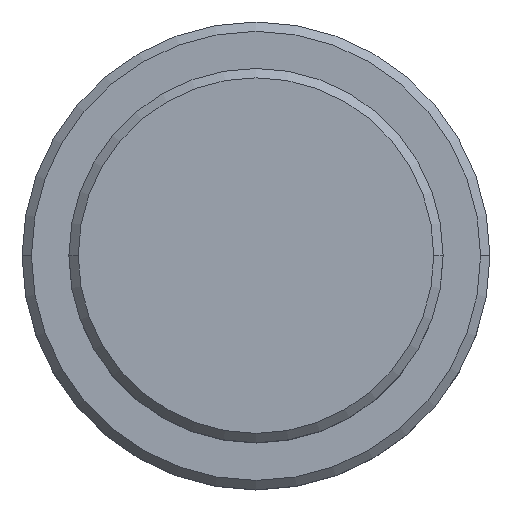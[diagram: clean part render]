
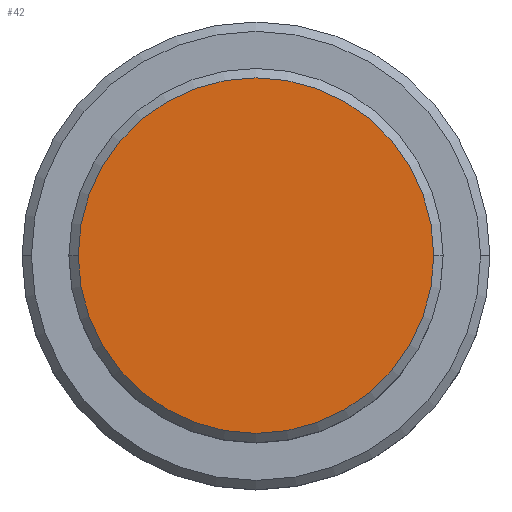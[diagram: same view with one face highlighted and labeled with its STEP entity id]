
A CAD part, top view. The second image highlights one B-rep face of the part: STEP entity #42.
In plain terms, the highlighted planar face has unit normal (0, 0, 1).
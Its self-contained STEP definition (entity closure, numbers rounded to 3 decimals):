
#40 = CARTESIAN_POINT ( 'NONE',  ( -9.5, 0., 0. ) ) ;
#42 = ADVANCED_FACE ( 'NONE', ( #693 ), #919, .T. ) ;
#93 = DIRECTION ( 'NONE',  ( 1., 0., 0. ) ) ;
#120 = VERTEX_POINT ( 'NONE', #814 ) ;
#204 = DIRECTION ( 'NONE',  ( 0., 0., 1. ) ) ;
#315 = ORIENTED_EDGE ( 'NONE', *, *, #456, .T. ) ;
#343 = EDGE_LOOP ( 'NONE', ( #315, #1158 ) ) ;
#455 = DIRECTION ( 'NONE',  ( 1., 0., 0. ) ) ;
#456 = EDGE_CURVE ( 'NONE', #503, #120, #731, .T. ) ;
#503 = VERTEX_POINT ( 'NONE', #40 ) ;
#664 = AXIS2_PLACEMENT_3D ( 'NONE', #705, #1253, #1145 ) ;
#670 = CIRCLE ( 'NONE', #1315, 9.5 ) ;
#677 = DIRECTION ( 'NONE',  ( 0., 0., 1. ) ) ;
#693 = FACE_OUTER_BOUND ( 'NONE', #343, .T. ) ;
#705 = CARTESIAN_POINT ( 'NONE',  ( 0., 0., 0. ) ) ;
#731 = CIRCLE ( 'NONE', #759, 9.5 ) ;
#757 = CARTESIAN_POINT ( 'NONE',  ( 0., 0., 0. ) ) ;
#759 = AXIS2_PLACEMENT_3D ( 'NONE', #1013, #677, #455 ) ;
#814 = CARTESIAN_POINT ( 'NONE',  ( 9.5, 0., 0. ) ) ;
#919 = PLANE ( 'NONE',  #664 ) ;
#1013 = CARTESIAN_POINT ( 'NONE',  ( 0., 0., 0. ) ) ;
#1145 = DIRECTION ( 'NONE',  ( 1., 0., 0. ) ) ;
#1158 = ORIENTED_EDGE ( 'NONE', *, *, #1296, .T. ) ;
#1253 = DIRECTION ( 'NONE',  ( 0., 0., 1. ) ) ;
#1296 = EDGE_CURVE ( 'NONE', #120, #503, #670, .T. ) ;
#1315 = AXIS2_PLACEMENT_3D ( 'NONE', #757, #204, #93 ) ;
